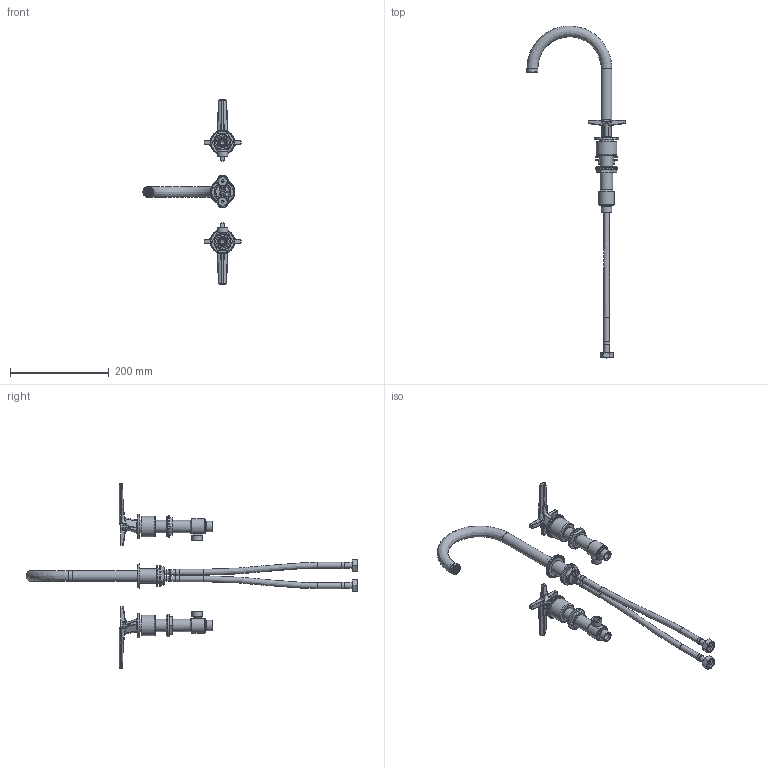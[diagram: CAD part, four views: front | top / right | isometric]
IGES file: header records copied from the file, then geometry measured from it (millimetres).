
Global section: file name: T20KA15-CTL; native system: Autodesk Inventor 2020; preprocessor: unknown; author: camerond; date: 20221208.103830; units: millimetre
Bounding box: 198.46 x 671.68 x 373.76 mm (x, y, z)
Volume: 475905 mm3; surface area: 231542.8 mm2
Topology: 47 solids, 47 shells, 4340 faces, 11868 edges, 7753 vertices
Faces by surface type: bspline 4340
